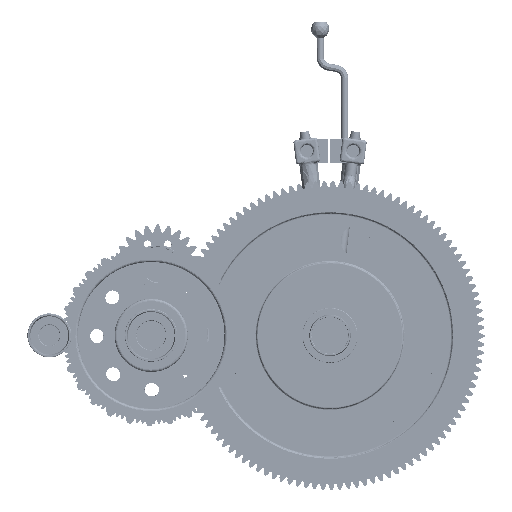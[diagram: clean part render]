
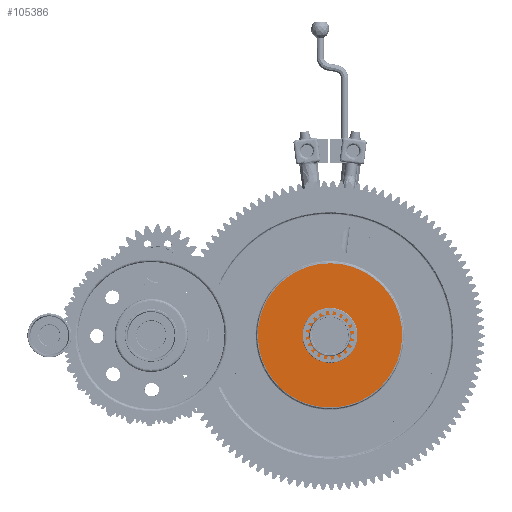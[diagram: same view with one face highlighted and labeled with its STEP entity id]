
A CAD part, front view. The second image highlights one B-rep face of the part: STEP entity #105386.
In plain terms, the highlighted free-form (B-spline) face has degree [1, 1] with [2, 2] control points.
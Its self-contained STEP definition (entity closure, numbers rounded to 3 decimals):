
#105386 = ADVANCED_FACE('',(#105387,#105401),#105415,.F.);
#105387 = FACE_BOUND('',#105388,.T.);
#105388 = EDGE_LOOP('',(#105389));
#105389 = ORIENTED_EDGE('',*,*,#105390,.F.);
#105390 = EDGE_CURVE('',#105391,#105391,#105393,.T.);
#105391 = VERTEX_POINT('',#105392);
#105392 = CARTESIAN_POINT('',(772.411,-864.682,
    1318.459));
#105393 = ( BOUNDED_CURVE() B_SPLINE_CURVE(2,(#105394,#105395,#105396,
    #105397,#105398,#105399,#105400),.UNSPECIFIED.,.T.,.F.) 
B_SPLINE_CURVE_WITH_KNOTS((1,2,2,2,2,1),(-2.094,0.,
    2.094,4.189,6.283,8.378),
.UNSPECIFIED.) CURVE() GEOMETRIC_REPRESENTATION_ITEM() 
RATIONAL_B_SPLINE_CURVE((1.,0.5,1.,0.5,1.,0.5,1.)) REPRESENTATION_ITEM(
  '') );
#105394 = CARTESIAN_POINT('',(772.411,-864.682,
    1318.459));
#105395 = CARTESIAN_POINT('',(1134.855,-864.682,
    691.385));
#105396 = CARTESIAN_POINT('',(410.57,-864.682,
    691.037));
#105397 = CARTESIAN_POINT('',(-313.714,-864.682,
    690.689));
#105398 = CARTESIAN_POINT('',(48.127,-864.682,
    1318.111));
#105399 = CARTESIAN_POINT('',(409.968,-864.682,
    1945.534));
#105400 = CARTESIAN_POINT('',(772.411,-864.682,
    1318.459));
#105401 = FACE_BOUND('',#105402,.T.);
#105402 = EDGE_LOOP('',(#105403));
#105403 = ORIENTED_EDGE('',*,*,#105404,.F.);
#105404 = EDGE_CURVE('',#105405,#105405,#105407,.T.);
#105405 = VERTEX_POINT('',#105406);
#105406 = CARTESIAN_POINT('',(315.257,-864.682,
    1054.228));
#105407 = ( BOUNDED_CURVE() B_SPLINE_CURVE(2,(#105408,#105409,#105410,
    #105411,#105412,#105413,#105414),.UNSPECIFIED.,.T.,.F.) 
B_SPLINE_CURVE_WITH_KNOTS((1,2,2,2,2,1),(-2.094,0.,
    2.094,4.189,6.283,8.378),
.UNSPECIFIED.) CURVE() GEOMETRIC_REPRESENTATION_ITEM() 
RATIONAL_B_SPLINE_CURVE((1.,0.5,1.,0.5,1.,0.5,1.)) REPRESENTATION_ITEM(
  '') );
#105408 = CARTESIAN_POINT('',(315.257,-864.682,
    1054.228));
#105409 = CARTESIAN_POINT('',(410.475,-864.682,
    889.488));
#105410 = CARTESIAN_POINT('',(505.535,-864.682,
    1054.32));
#105411 = CARTESIAN_POINT('',(600.595,-864.682,
    1219.151));
#105412 = CARTESIAN_POINT('',(410.317,-864.682,
    1219.059));
#105413 = CARTESIAN_POINT('',(220.039,-864.682,
    1218.968));
#105414 = CARTESIAN_POINT('',(315.257,-864.682,
    1054.228));
#105415 = B_SPLINE_SURFACE_WITH_KNOTS('',1,1,(
    (#105416,#105417)
    ,(#105418,#105419
    )),.UNSPECIFIED.,.F.,.F.,.F.,(2,2),(2,2),(-295.,295.),(-295.,295.),
  .PIECEWISE_BEZIER_KNOTS.);
#105416 = CARTESIAN_POINT('',(-160.929,-864.682,
    1261.987));
#105417 = CARTESIAN_POINT('',(257.585,-864.682,
    537.904));
#105418 = CARTESIAN_POINT('',(563.154,-864.682,
    1680.501));
#105419 = CARTESIAN_POINT('',(981.668,-864.682,
    956.417));
